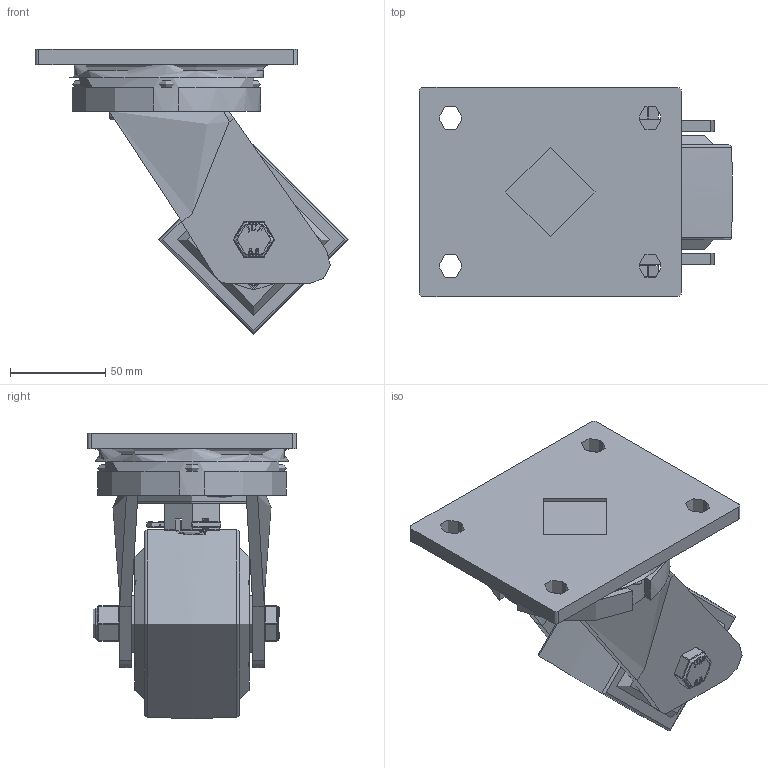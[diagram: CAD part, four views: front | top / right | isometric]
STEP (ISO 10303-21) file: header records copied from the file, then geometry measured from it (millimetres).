
FILE_DESCRIPTION(/* description */ ('','CAx-IF Rec.Pracs.---Representation and Presentation of Product Manufacturing Information (PMI)---4.0---2014-10-13'),/* implementation_level */ '2;1');
FILE_NAME(/* name */ 'BZSAB100NYBJ50.step',/* time_stamp */ '2024-11-28T15:40:26Z',/* author */ (''),/* organization */ (''),/* preprocessor_version */ 'ST-DEVELOPER v20',/* originating_system */ 'Autodesk Translation Framework v13.20.0.188',/* authorisation */ '');
FILE_SCHEMA (('AP242_MANAGED_MODEL_BASED_3D_ENGINEERING_MIM_LF { 1 0 10303 442 1 1 4 }'));
Products named in the file (33): BZSAB100NYBJ/50; BZSAB100AS v1; FABRICATED STEEL TOP PLATE; FABRICATED STEEL TOP PLATE Geometry; NUT; FABRICATED STEEL FORKS; BEARING SEAL; BZXH100WNYBJM25WT v1; BZXH100WNYBJ6205; HEAVY DUTY NYLON WHEEL; BEARING6205; BEARING62052; Pattern; BEARING6205 (1); BEARING62052 (1); Pattern (1); Component4; INNER; OUTER; MIDDLE; RUBBER; BSM25XM30; BEARING SPACER; TH25X2X12 v1; ZINC PLATED, HEADED SPACER; TH25X2X12 v1 (1); ZINC PLATED, HEADED SPACER (1); HEXBOLTM12X90Z8.8 v2; GRADE 8.8 ZINC PLATED BOLT; NYLOCM12Z14MM v1; NYLOC NUT; NUT (1); RUBBER (1)
Assembly tree (57 placements, depth 6):
  BZSAB100NYBJ/50
    BZSAB100AS v1
      FABRICATED STEEL TOP PLATE
        FABRICATED STEEL TOP PLATE Geometry
        NUT
      FABRICATED STEEL FORKS
      BEARING SEAL
    BZXH100WNYBJM25WT v1
      BZXH100WNYBJ6205
        HEAVY DUTY NYLON WHEEL
      BEARING6205
        BEARING62052
          INNER
          OUTER
          Pattern
            Component4  x10
          MIDDLE
          RUBBER  x2
      BEARING6205 (1)
        BEARING62052 (1)
          Pattern (1)
            Component4  x10
          INNER
          OUTER
          MIDDLE
          RUBBER  x2
      BSM25XM30
        BEARING SPACER
    TH25X2X12 v1
      ZINC PLATED, HEADED SPACER
    TH25X2X12 v1 (1)
      ZINC PLATED, HEADED SPACER (1)
    HEXBOLTM12X90Z8.8 v2
      GRADE 8.8 ZINC PLATED BOLT
    NYLOCM12Z14MM v1
      NYLOC NUT
        NUT (1)
        RUBBER (1)
Bounding box: 165 x 110 x 150 mm (x, y, z)
Volume: 780671.7 mm3; surface area: 199146.6 mm2
Topology: 42 solids, 42 shells, 1272 faces, 3356 edges, 2179 vertices
Faces by surface type: plane 465, bspline 400, cylinder 235, sphere 114, torus 47, cone 11
Full cylindrical faces by diameter (mm): 4 x1, 9.836 x16, 11.834 x16, 12 x3, 12.4 x2, 12.5 x2, 14 x12, 17.75 x1, 18 x1, 18.5 x1, 24.8 x2, 25 x2, 26 x1, 30 x3, 32.28 x2, 34.35 x8, 34.71 x4, 35.21 x4, 36.28 x2, 44.28 x2, 45 x1, 45.21 x4, 45.71 x4, 46.21 x8, 47 x3, 48.28 x2, 52 x4, 60 x1, 92 x1, 97 x1
Entity records: 39952 total; most frequent: CARTESIAN_POINT 22176, ORIENTED_EDGE 3704, DIRECTION 3237, EDGE_CURVE 1852, AXIS2_PLACEMENT_3D 1223, VERTEX_POINT 1194, EDGE_LOOP 823, LINE 791
